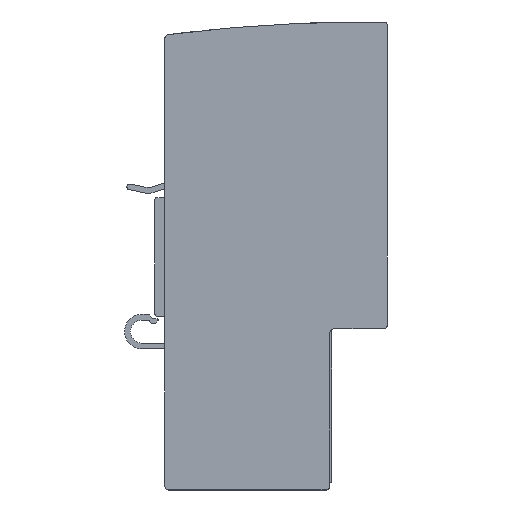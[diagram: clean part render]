
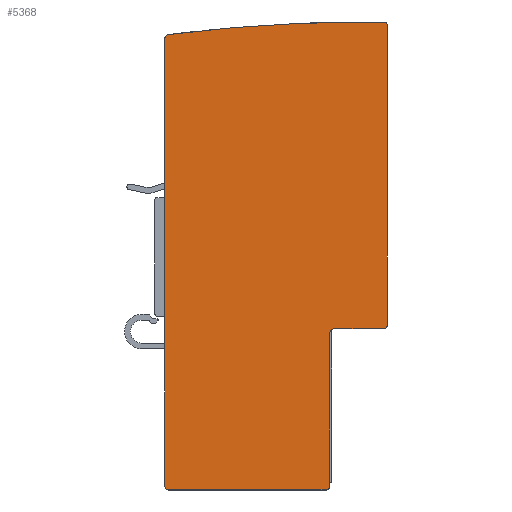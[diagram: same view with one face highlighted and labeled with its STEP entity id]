
A CAD part, left-side view. The second image highlights one B-rep face of the part: STEP entity #5368.
In plain terms, the highlighted face is planar.
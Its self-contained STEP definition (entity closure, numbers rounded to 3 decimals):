
#5234=CARTESIAN_POINT('',(1.,-28.5,51.727));
#5235=VERTEX_POINT('',#5234);
#5242=CARTESIAN_POINT('',(1.,-27.628,52.719));
#5243=VERTEX_POINT('',#5242);
#5244=CARTESIAN_POINT('',(1.,-27.5,51.727));
#5245=DIRECTION('',(-1.0,0.0,0.0));
#5246=DIRECTION('',(0.0,-0.751,0.66));
#5247=AXIS2_PLACEMENT_3D('',#5244,#5245,#5246);
#5248=CIRCLE('',#5247,1.0);
#5249=EDGE_CURVE('',#5235,#5243,#5248,.T.);
#5260=CARTESIAN_POINT('',(1.,-1.074,-3.82));
#5261=DIRECTION('',(1.0,0.0,0.0));
#5262=DIRECTION('',(0.0,0.0,-1.0));
#5263=AXIS2_PLACEMENT_3D('',#5260,#5261,#5262);
#5264=PLANE('',#5263);
#5265=ORIENTED_EDGE('',*,*,#5249,.F.);
#5266=CARTESIAN_POINT('',(1.,-28.5,-65.));
#5267=VERTEX_POINT('',#5266);
#5268=CARTESIAN_POINT('',(1.,-28.5,-65.));
#5269=DIRECTION('',(0.0,0.0,1.0));
#5270=VECTOR('',#5269,116.727);
#5271=LINE('',#5268,#5270);
#5272=EDGE_CURVE('',#5267,#5235,#5271,.T.);
#5273=ORIENTED_EDGE('',*,*,#5272,.F.);
#5274=CARTESIAN_POINT('',(1.,-27.5,-66.));
#5275=VERTEX_POINT('',#5274);
#5276=CARTESIAN_POINT('',(1.,-27.5,-65.));
#5277=DIRECTION('',(-1.0,0.0,0.0));
#5278=DIRECTION('',(0.0,-1.0,0.0));
#5279=AXIS2_PLACEMENT_3D('',#5276,#5277,#5278);
#5280=CIRCLE('',#5279,1.0);
#5281=EDGE_CURVE('',#5275,#5267,#5280,.T.);
#5282=ORIENTED_EDGE('',*,*,#5281,.F.);
#5283=CARTESIAN_POINT('',(1.,13.5,-66.));
#5284=VERTEX_POINT('',#5283);
#5285=CARTESIAN_POINT('',(1.,13.5,-66.));
#5286=DIRECTION('',(0.0,-1.0,0.0));
#5287=VECTOR('',#5286,41.0);
#5288=LINE('',#5285,#5287);
#5289=EDGE_CURVE('',#5284,#5275,#5288,.T.);
#5290=ORIENTED_EDGE('',*,*,#5289,.F.);
#5291=CARTESIAN_POINT('',(1.,14.5,-65.));
#5292=VERTEX_POINT('',#5291);
#5293=CARTESIAN_POINT('',(1.,13.5,-65.));
#5294=DIRECTION('',(-1.0,0.0,0.0));
#5295=DIRECTION('',(0.0,-1.0,0.0));
#5296=AXIS2_PLACEMENT_3D('',#5293,#5294,#5295);
#5297=CIRCLE('',#5296,1.0);
#5298=EDGE_CURVE('',#5292,#5284,#5297,.T.);
#5299=ORIENTED_EDGE('',*,*,#5298,.F.);
#5300=CARTESIAN_POINT('',(1.,14.5,-25.));
#5301=VERTEX_POINT('',#5300);
#5302=CARTESIAN_POINT('',(1.,14.5,-25.));
#5303=DIRECTION('',(0.0,0.0,-1.0));
#5304=VECTOR('',#5303,40.0);
#5305=LINE('',#5302,#5304);
#5306=EDGE_CURVE('',#5301,#5292,#5305,.T.);
#5307=ORIENTED_EDGE('',*,*,#5306,.F.);
#5308=CARTESIAN_POINT('',(1.,15.5,-24.));
#5309=VERTEX_POINT('',#5308);
#5310=CARTESIAN_POINT('',(1.,15.5,-25.));
#5311=DIRECTION('',(1.0,0.0,0.0));
#5312=DIRECTION('',(0.0,-1.0,0.0));
#5313=AXIS2_PLACEMENT_3D('',#5310,#5311,#5312);
#5314=CIRCLE('',#5313,1.0);
#5315=EDGE_CURVE('',#5309,#5301,#5314,.T.);
#5316=ORIENTED_EDGE('',*,*,#5315,.F.);
#5317=CARTESIAN_POINT('',(1.,28.5,-24.));
#5318=VERTEX_POINT('',#5317);
#5319=CARTESIAN_POINT('',(1.,28.5,-24.));
#5320=DIRECTION('',(0.0,-1.0,0.0));
#5321=VECTOR('',#5320,13.0);
#5322=LINE('',#5319,#5321);
#5323=EDGE_CURVE('',#5318,#5309,#5322,.T.);
#5324=ORIENTED_EDGE('',*,*,#5323,.F.);
#5325=CARTESIAN_POINT('',(1.,29.5,-23.));
#5326=VERTEX_POINT('',#5325);
#5327=CARTESIAN_POINT('',(1.,28.5,-23.));
#5328=DIRECTION('',(-1.0,0.0,0.0));
#5329=DIRECTION('',(0.0,-1.0,0.0));
#5330=AXIS2_PLACEMENT_3D('',#5327,#5328,#5329);
#5331=CIRCLE('',#5330,1.0);
#5332=EDGE_CURVE('',#5326,#5318,#5331,.T.);
#5333=ORIENTED_EDGE('',*,*,#5332,.F.);
#5334=CARTESIAN_POINT('',(1.,29.5,55.));
#5335=VERTEX_POINT('',#5334);
#5336=CARTESIAN_POINT('',(1.,29.5,55.));
#5337=DIRECTION('',(0.0,0.0,-1.0));
#5338=VECTOR('',#5337,78.0);
#5339=LINE('',#5336,#5338);
#5340=EDGE_CURVE('',#5335,#5326,#5339,.T.);
#5341=ORIENTED_EDGE('',*,*,#5340,.F.);
#5342=CARTESIAN_POINT('',(1.,28.5,56.));
#5343=VERTEX_POINT('',#5342);
#5344=CARTESIAN_POINT('',(1.,28.5,55.));
#5345=DIRECTION('',(-1.0,0.0,0.0));
#5346=DIRECTION('',(0.0,-1.0,0.0));
#5347=AXIS2_PLACEMENT_3D('',#5344,#5345,#5346);
#5348=CIRCLE('',#5347,1.0);
#5349=EDGE_CURVE('',#5343,#5335,#5348,.T.);
#5350=ORIENTED_EDGE('',*,*,#5349,.F.);
#5351=CARTESIAN_POINT('',(1.,23.5,56.));
#5352=VERTEX_POINT('',#5351);
#5353=CARTESIAN_POINT('',(1.,23.5,56.));
#5354=DIRECTION('',(0.0,1.0,0.0));
#5355=VECTOR('',#5354,5.);
#5356=LINE('',#5353,#5355);
#5357=EDGE_CURVE('',#5352,#5343,#5356,.T.);
#5358=ORIENTED_EDGE('',*,*,#5357,.F.);
#5359=CARTESIAN_POINT('',(1.,23.5,-344.));
#5360=DIRECTION('',(-1.0,0.0,0.0));
#5361=DIRECTION('',(0.0,-1.0,0.0));
#5362=AXIS2_PLACEMENT_3D('',#5359,#5360,#5361);
#5363=CIRCLE('',#5362,400.0);
#5364=EDGE_CURVE('',#5243,#5352,#5363,.T.);
#5365=ORIENTED_EDGE('',*,*,#5364,.F.);
#5366=EDGE_LOOP('',(#5265,#5273,#5282,#5290,#5299,#5307,#5316,#5324,#5333,#5341,#5350,#5358,#5365));
#5367=FACE_OUTER_BOUND('',#5366,.T.);
#5368=ADVANCED_FACE('',(#5367),#5264,.T.);
